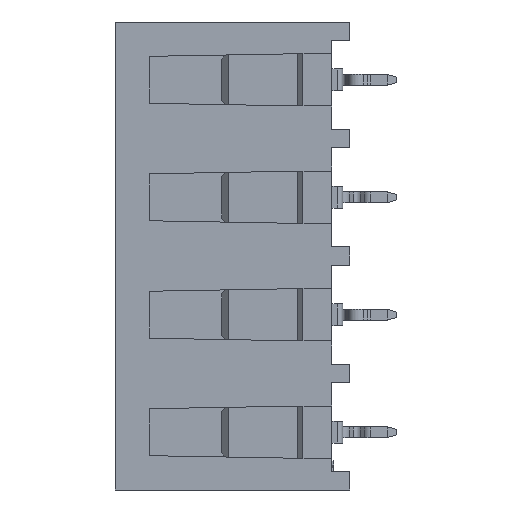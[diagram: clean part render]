
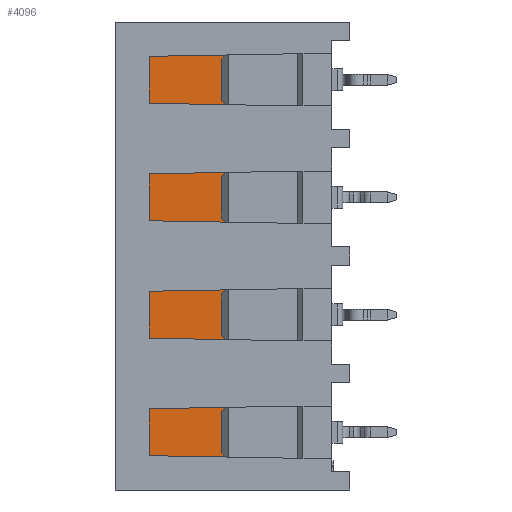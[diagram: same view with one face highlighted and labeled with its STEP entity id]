
A CAD part, left-side view. The second image highlights one B-rep face of the part: STEP entity #4096.
In plain terms, the highlighted planar face has unit normal (-1, 0, 0).
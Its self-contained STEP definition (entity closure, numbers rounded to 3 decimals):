
#3333=CARTESIAN_POINT('',(86.2,-10.4,-7.4));
#3334=VERTEX_POINT('',#3333);
#3341=CARTESIAN_POINT('',(86.2,-10.4,-8.7));
#3342=VERTEX_POINT('',#3341);
#3343=CARTESIAN_POINT('',(86.2,-10.4,-7.4));
#3344=DIRECTION('',(0.,0.,-1.));
#3345=VECTOR('',#3344,1.3);
#3346=LINE('',#3343,#3345);
#3347=EDGE_CURVE('',#3334,#3342,#3346,.T.);
#3365=CARTESIAN_POINT('',(86.2,-10.4,-11.3));
#3366=VERTEX_POINT('',#3365);
#3373=CARTESIAN_POINT('',(86.2,-10.4,-12.6));
#3374=VERTEX_POINT('',#3373);
#3375=CARTESIAN_POINT('',(86.2,-10.4,-11.3));
#3376=DIRECTION('',(0.,0.,-1.));
#3377=VECTOR('',#3376,1.3);
#3378=LINE('',#3375,#3377);
#3379=EDGE_CURVE('',#3366,#3374,#3378,.T.);
#3708=CARTESIAN_POINT('',(86.2,-1.8,-7.4));
#3709=VERTEX_POINT('',#3708);
#3716=CARTESIAN_POINT('',(86.2,-1.8,-7.4));
#3717=DIRECTION('',(0.,-1.,0.));
#3718=VECTOR('',#3717,8.6);
#3719=LINE('',#3716,#3718);
#3720=EDGE_CURVE('',#3709,#3334,#3719,.T.);
#3809=CARTESIAN_POINT('',(86.2,-1.4,-7.));
#3810=VERTEX_POINT('',#3809);
#3818=CARTESIAN_POINT('',(86.2,-1.4,-6.8));
#3819=VERTEX_POINT('',#3818);
#3826=CARTESIAN_POINT('',(86.2,-1.4,-6.8));
#3827=DIRECTION('',(0.,0.,-1.));
#3828=VECTOR('',#3827,0.2);
#3829=LINE('',#3826,#3828);
#3830=EDGE_CURVE('',#3819,#3810,#3829,.T.);
#3835=CARTESIAN_POINT('',(86.2,0.,-10.));
#3836=DIRECTION('',(0.,1.,0.));
#3837=DIRECTION('',(-1.,0.,0.));
#3838=AXIS2_PLACEMENT_3D('',#3835,#3837,#3836);
#3839=PLANE('',#3838);
#3840=CARTESIAN_POINT('',(86.2,-7.,-28.2));
#3841=VERTEX_POINT('',#3840);
#3842=CARTESIAN_POINT('',(86.2,-10.4,-28.2));
#3843=VERTEX_POINT('',#3842);
#3844=CARTESIAN_POINT('',(86.2,-7.,-28.2));
#3845=DIRECTION('',(0.,-1.,0.));
#3846=VECTOR('',#3845,3.4);
#3847=LINE('',#3844,#3846);
#3848=EDGE_CURVE('',#3841,#3843,#3847,.T.);
#3849=ORIENTED_EDGE('',*,*,#3848,.T.);
#3850=CARTESIAN_POINT('',(86.2,-10.4,-26.9));
#3851=VERTEX_POINT('',#3850);
#3852=CARTESIAN_POINT('',(86.2,-10.4,-28.2));
#3853=DIRECTION('',(0.,0.,1.));
#3854=VECTOR('',#3853,1.3);
#3855=LINE('',#3852,#3854);
#3856=EDGE_CURVE('',#3843,#3851,#3855,.T.);
#3857=ORIENTED_EDGE('',*,*,#3856,.T.);
#3858=CARTESIAN_POINT('',(86.2,-1.8,-26.9));
#3859=VERTEX_POINT('',#3858);
#3860=CARTESIAN_POINT('',(86.2,-10.4,-26.9));
#3861=DIRECTION('',(0.,1.,0.));
#3862=VECTOR('',#3861,8.6);
#3863=LINE('',#3860,#3862);
#3864=EDGE_CURVE('',#3851,#3859,#3863,.T.);
#3865=ORIENTED_EDGE('',*,*,#3864,.T.);
#3866=CARTESIAN_POINT('',(86.2,-1.4,-26.5));
#3867=VERTEX_POINT('',#3866);
#3868=CARTESIAN_POINT('',(86.2,-1.8,-26.9));
#3869=DIRECTION('',(0.,0.707,0.707));
#3870=VECTOR('',#3869,0.566);
#3871=LINE('',#3868,#3870);
#3872=EDGE_CURVE('',#3859,#3867,#3871,.T.);
#3873=ORIENTED_EDGE('',*,*,#3872,.T.);
#3874=CARTESIAN_POINT('',(86.2,-1.4,-26.));
#3875=VERTEX_POINT('',#3874);
#3876=CARTESIAN_POINT('',(86.2,-1.4,-26.5));
#3877=DIRECTION('',(0.,0.,1.));
#3878=VECTOR('',#3877,0.5);
#3879=LINE('',#3876,#3878);
#3880=EDGE_CURVE('',#3867,#3875,#3879,.T.);
#3881=ORIENTED_EDGE('',*,*,#3880,.T.);
#3882=CARTESIAN_POINT('',(86.2,-1.8,-25.6));
#3883=VERTEX_POINT('',#3882);
#3884=CARTESIAN_POINT('',(86.2,-1.4,-26.));
#3885=DIRECTION('',(0.,-0.707,0.707));
#3886=VECTOR('',#3885,0.566);
#3887=LINE('',#3884,#3886);
#3888=EDGE_CURVE('',#3875,#3883,#3887,.T.);
#3889=ORIENTED_EDGE('',*,*,#3888,.T.);
#3890=CARTESIAN_POINT('',(86.2,-10.4,-25.6));
#3891=VERTEX_POINT('',#3890);
#3892=CARTESIAN_POINT('',(86.2,-1.8,-25.6));
#3893=DIRECTION('',(0.,-1.,0.));
#3894=VECTOR('',#3893,8.6);
#3895=LINE('',#3892,#3894);
#3896=EDGE_CURVE('',#3883,#3891,#3895,.T.);
#3897=ORIENTED_EDGE('',*,*,#3896,.T.);
#3898=CARTESIAN_POINT('',(86.2,-10.4,-20.4));
#3899=VERTEX_POINT('',#3898);
#3900=CARTESIAN_POINT('',(86.2,-10.4,-25.6));
#3901=DIRECTION('',(0.,0.,1.));
#3902=VECTOR('',#3901,5.2);
#3903=LINE('',#3900,#3902);
#3904=EDGE_CURVE('',#3891,#3899,#3903,.T.);
#3905=ORIENTED_EDGE('',*,*,#3904,.T.);
#3906=CARTESIAN_POINT('',(86.2,-1.8,-20.4));
#3907=VERTEX_POINT('',#3906);
#3908=CARTESIAN_POINT('',(86.2,-10.4,-20.4));
#3909=DIRECTION('',(0.,1.,0.));
#3910=VECTOR('',#3909,8.6);
#3911=LINE('',#3908,#3910);
#3912=EDGE_CURVE('',#3899,#3907,#3911,.T.);
#3913=ORIENTED_EDGE('',*,*,#3912,.T.);
#3914=CARTESIAN_POINT('',(86.2,-1.4,-20.));
#3915=VERTEX_POINT('',#3914);
#3916=CARTESIAN_POINT('',(86.2,-1.8,-20.4));
#3917=DIRECTION('',(0.,0.707,0.707));
#3918=VECTOR('',#3917,0.566);
#3919=LINE('',#3916,#3918);
#3920=EDGE_CURVE('',#3907,#3915,#3919,.T.);
#3921=ORIENTED_EDGE('',*,*,#3920,.T.);
#3922=CARTESIAN_POINT('',(86.2,-1.4,-19.5));
#3923=VERTEX_POINT('',#3922);
#3924=CARTESIAN_POINT('',(86.2,-1.4,-20.));
#3925=DIRECTION('',(0.,0.,1.));
#3926=VECTOR('',#3925,0.5);
#3927=LINE('',#3924,#3926);
#3928=EDGE_CURVE('',#3915,#3923,#3927,.T.);
#3929=ORIENTED_EDGE('',*,*,#3928,.T.);
#3930=CARTESIAN_POINT('',(86.2,-1.8,-19.1));
#3931=VERTEX_POINT('',#3930);
#3932=CARTESIAN_POINT('',(86.2,-1.4,-19.5));
#3933=DIRECTION('',(0.,-0.707,0.707));
#3934=VECTOR('',#3933,0.566);
#3935=LINE('',#3932,#3934);
#3936=EDGE_CURVE('',#3923,#3931,#3935,.T.);
#3937=ORIENTED_EDGE('',*,*,#3936,.T.);
#3938=CARTESIAN_POINT('',(86.2,-10.4,-19.1));
#3939=VERTEX_POINT('',#3938);
#3940=CARTESIAN_POINT('',(86.2,-1.8,-19.1));
#3941=DIRECTION('',(0.,-1.,0.));
#3942=VECTOR('',#3941,8.6);
#3943=LINE('',#3940,#3942);
#3944=EDGE_CURVE('',#3931,#3939,#3943,.T.);
#3945=ORIENTED_EDGE('',*,*,#3944,.T.);
#3946=CARTESIAN_POINT('',(86.2,-10.4,-13.9));
#3947=VERTEX_POINT('',#3946);
#3948=CARTESIAN_POINT('',(86.2,-10.4,-19.1));
#3949=DIRECTION('',(0.,0.,1.));
#3950=VECTOR('',#3949,5.2);
#3951=LINE('',#3948,#3950);
#3952=EDGE_CURVE('',#3939,#3947,#3951,.T.);
#3953=ORIENTED_EDGE('',*,*,#3952,.T.);
#3954=CARTESIAN_POINT('',(86.2,-1.8,-13.9));
#3955=VERTEX_POINT('',#3954);
#3956=CARTESIAN_POINT('',(86.2,-10.4,-13.9));
#3957=DIRECTION('',(0.,1.,0.));
#3958=VECTOR('',#3957,8.6);
#3959=LINE('',#3956,#3958);
#3960=EDGE_CURVE('',#3947,#3955,#3959,.T.);
#3961=ORIENTED_EDGE('',*,*,#3960,.T.);
#3962=CARTESIAN_POINT('',(86.2,-1.4,-13.5));
#3963=VERTEX_POINT('',#3962);
#3964=CARTESIAN_POINT('',(86.2,-1.8,-13.9));
#3965=DIRECTION('',(0.,0.707,0.707));
#3966=VECTOR('',#3965,0.566);
#3967=LINE('',#3964,#3966);
#3968=EDGE_CURVE('',#3955,#3963,#3967,.T.);
#3969=ORIENTED_EDGE('',*,*,#3968,.T.);
#3970=CARTESIAN_POINT('',(86.2,-1.4,-13.));
#3971=VERTEX_POINT('',#3970);
#3972=CARTESIAN_POINT('',(86.2,-1.4,-13.5));
#3973=DIRECTION('',(0.,0.,1.));
#3974=VECTOR('',#3973,0.5);
#3975=LINE('',#3972,#3974);
#3976=EDGE_CURVE('',#3963,#3971,#3975,.T.);
#3977=ORIENTED_EDGE('',*,*,#3976,.T.);
#3978=CARTESIAN_POINT('',(86.2,-1.8,-12.6));
#3979=VERTEX_POINT('',#3978);
#3980=CARTESIAN_POINT('',(86.2,-1.4,-13.));
#3981=DIRECTION('',(0.,-0.707,0.707));
#3982=VECTOR('',#3981,0.566);
#3983=LINE('',#3980,#3982);
#3984=EDGE_CURVE('',#3971,#3979,#3983,.T.);
#3985=ORIENTED_EDGE('',*,*,#3984,.T.);
#3986=CARTESIAN_POINT('',(86.2,-1.8,-12.6));
#3987=DIRECTION('',(0.,-1.,0.));
#3988=VECTOR('',#3987,8.6);
#3989=LINE('',#3986,#3988);
#3990=EDGE_CURVE('',#3979,#3374,#3989,.T.);
#3991=ORIENTED_EDGE('',*,*,#3990,.T.);
#3992=ORIENTED_EDGE('',*,*,#3379,.F.);
#3993=CARTESIAN_POINT('',(86.2,-7.,-11.3));
#3994=VERTEX_POINT('',#3993);
#3995=CARTESIAN_POINT('',(86.2,-10.4,-11.3));
#3996=DIRECTION('',(0.,1.,0.));
#3997=VECTOR('',#3996,3.4);
#3998=LINE('',#3995,#3997);
#3999=EDGE_CURVE('',#3366,#3994,#3998,.T.);
#4000=ORIENTED_EDGE('',*,*,#3999,.T.);
#4001=CARTESIAN_POINT('',(86.2,-7.,-8.7));
#4002=VERTEX_POINT('',#4001);
#4003=CARTESIAN_POINT('',(86.2,-7.,-11.3));
#4004=DIRECTION('',(0.,0.,1.));
#4005=VECTOR('',#4004,2.6);
#4006=LINE('',#4003,#4005);
#4007=EDGE_CURVE('',#3994,#4002,#4006,.T.);
#4008=ORIENTED_EDGE('',*,*,#4007,.T.);
#4009=CARTESIAN_POINT('',(86.2,-7.,-8.7));
#4010=DIRECTION('',(0.,-1.,0.));
#4011=VECTOR('',#4010,3.4);
#4012=LINE('',#4009,#4011);
#4013=EDGE_CURVE('',#4002,#3342,#4012,.T.);
#4014=ORIENTED_EDGE('',*,*,#4013,.T.);
#4015=ORIENTED_EDGE('',*,*,#3347,.F.);
#4016=ORIENTED_EDGE('',*,*,#3720,.F.);
#4017=CARTESIAN_POINT('',(86.2,-1.8,-7.4));
#4018=DIRECTION('',(0.,0.707,0.707));
#4019=VECTOR('',#4018,0.566);
#4020=LINE('',#4017,#4019);
#4021=EDGE_CURVE('',#3709,#3810,#4020,.T.);
#4022=ORIENTED_EDGE('',*,*,#4021,.T.);
#4023=ORIENTED_EDGE('',*,*,#3830,.F.);
#4024=CARTESIAN_POINT('',(86.2,-0.4,-6.8));
#4025=VERTEX_POINT('',#4024);
#4026=CARTESIAN_POINT('',(86.2,-1.4,-6.8));
#4027=DIRECTION('',(0.,1.,0.));
#4028=VECTOR('',#4027,1.);
#4029=LINE('',#4026,#4028);
#4030=EDGE_CURVE('',#3819,#4025,#4029,.T.);
#4031=ORIENTED_EDGE('',*,*,#4030,.T.);
#4032=CARTESIAN_POINT('',(86.2,-0.4,-32.7));
#4033=VERTEX_POINT('',#4032);
#4034=CARTESIAN_POINT('',(86.2,-0.4,-6.8));
#4035=DIRECTION('',(0.,0.,-1.));
#4036=VECTOR('',#4035,25.9);
#4037=LINE('',#4034,#4036);
#4038=EDGE_CURVE('',#4025,#4033,#4037,.T.);
#4039=ORIENTED_EDGE('',*,*,#4038,.T.);
#4040=CARTESIAN_POINT('',(86.2,-1.4,-32.7));
#4041=VERTEX_POINT('',#4040);
#4042=CARTESIAN_POINT('',(86.2,-0.4,-32.7));
#4043=DIRECTION('',(0.,-1.,0.));
#4044=VECTOR('',#4043,1.);
#4045=LINE('',#4042,#4044);
#4046=EDGE_CURVE('',#4033,#4041,#4045,.T.);
#4047=ORIENTED_EDGE('',*,*,#4046,.T.);
#4048=CARTESIAN_POINT('',(86.2,-1.4,-32.5));
#4049=VERTEX_POINT('',#4048);
#4050=CARTESIAN_POINT('',(86.2,-1.4,-32.7));
#4051=DIRECTION('',(0.,0.,1.));
#4052=VECTOR('',#4051,0.2);
#4053=LINE('',#4050,#4052);
#4054=EDGE_CURVE('',#4041,#4049,#4053,.T.);
#4055=ORIENTED_EDGE('',*,*,#4054,.T.);
#4056=CARTESIAN_POINT('',(86.2,-1.8,-32.1));
#4057=VERTEX_POINT('',#4056);
#4058=CARTESIAN_POINT('',(86.2,-1.4,-32.5));
#4059=DIRECTION('',(0.,-0.707,0.707));
#4060=VECTOR('',#4059,0.566);
#4061=LINE('',#4058,#4060);
#4062=EDGE_CURVE('',#4049,#4057,#4061,.T.);
#4063=ORIENTED_EDGE('',*,*,#4062,.T.);
#4064=CARTESIAN_POINT('',(86.2,-10.4,-32.1));
#4065=VERTEX_POINT('',#4064);
#4066=CARTESIAN_POINT('',(86.2,-1.8,-32.1));
#4067=DIRECTION('',(0.,-1.,0.));
#4068=VECTOR('',#4067,8.6);
#4069=LINE('',#4066,#4068);
#4070=EDGE_CURVE('',#4057,#4065,#4069,.T.);
#4071=ORIENTED_EDGE('',*,*,#4070,.T.);
#4072=CARTESIAN_POINT('',(86.2,-10.4,-30.8));
#4073=VERTEX_POINT('',#4072);
#4074=CARTESIAN_POINT('',(86.2,-10.4,-32.1));
#4075=DIRECTION('',(0.,0.,1.));
#4076=VECTOR('',#4075,1.3);
#4077=LINE('',#4074,#4076);
#4078=EDGE_CURVE('',#4065,#4073,#4077,.T.);
#4079=ORIENTED_EDGE('',*,*,#4078,.T.);
#4080=CARTESIAN_POINT('',(86.2,-7.,-30.8));
#4081=VERTEX_POINT('',#4080);
#4082=CARTESIAN_POINT('',(86.2,-10.4,-30.8));
#4083=DIRECTION('',(0.,1.,0.));
#4084=VECTOR('',#4083,3.4);
#4085=LINE('',#4082,#4084);
#4086=EDGE_CURVE('',#4073,#4081,#4085,.T.);
#4087=ORIENTED_EDGE('',*,*,#4086,.T.);
#4088=CARTESIAN_POINT('',(86.2,-7.,-30.8));
#4089=DIRECTION('',(0.,0.,1.));
#4090=VECTOR('',#4089,2.6);
#4091=LINE('',#4088,#4090);
#4092=EDGE_CURVE('',#4081,#3841,#4091,.T.);
#4093=ORIENTED_EDGE('',*,*,#4092,.T.);
#4094=EDGE_LOOP('',(#3849,#3857,#3865,#3873,#3881,#3889,#3897,#3905,#3913,#3921,#3929,#3937,#3945,#3953,#3961,#3969,#3977,#3985,#3991,#3992,#4000,#4008,#4014,#4015,#4016,#4022,#4023,#4031,#4039,#4047,#4055,#4063,#4071,#4079,#4087,#4093));
#4095=FACE_OUTER_BOUND('',#4094,.T.);
#4096=ADVANCED_FACE('',(#4095),#3839,.T.);
